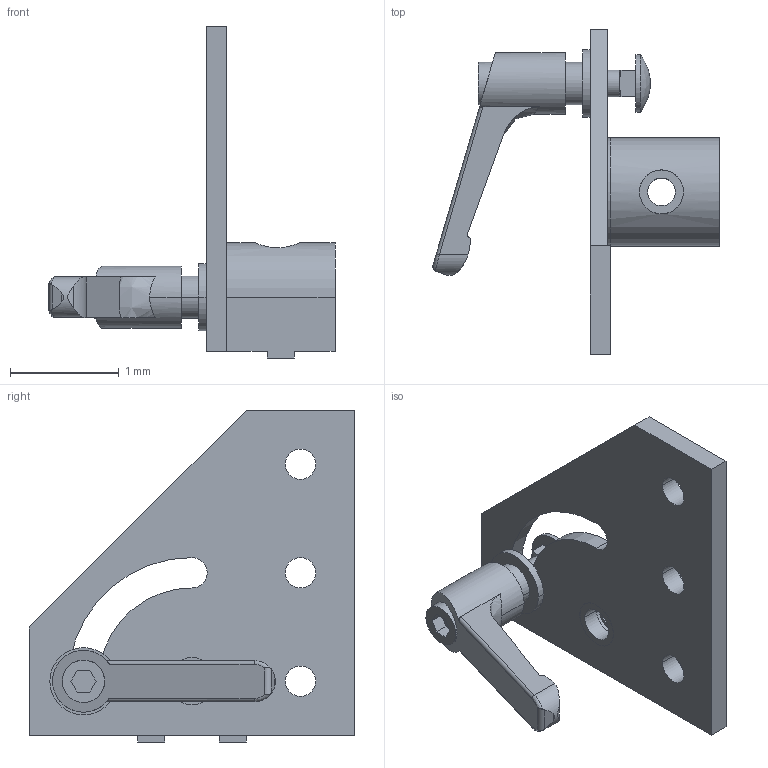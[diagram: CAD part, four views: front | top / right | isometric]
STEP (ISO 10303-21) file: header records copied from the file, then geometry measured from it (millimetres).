
FILE_DESCRIPTION((''),'2;1');
FILE_NAME('10HI8353.stp','2015-07-14T08:10:56',(''),(''),'Mechanical Desktop 2011','Mechanical Desktop 2011',', , ');
FILE_SCHEMA(('CONFIG_CONTROL_DESIGN'));
Length unit declared in the file: millimetre
Products named in the file (1): Product
Bounding box: 2.64 x 3 x 3.06 mm (x, y, z)
Volume: 2.3 mm3; surface area: 31.1 mm2
Topology: 7 solids, 7 shells, 120 faces, 293 edges, 190 vertices
Faces by surface type: cylinder 54, plane 46, bspline 17, cone 2, sphere 1
Entity records: 4200 total; most frequent: CARTESIAN_POINT 1250, DIRECTION 594, ORIENTED_EDGE 582, EDGE_CURVE 291, AXIS2_PLACEMENT_3D 221, VERTEX_POINT 190, VECTOR 152, LINE 152
